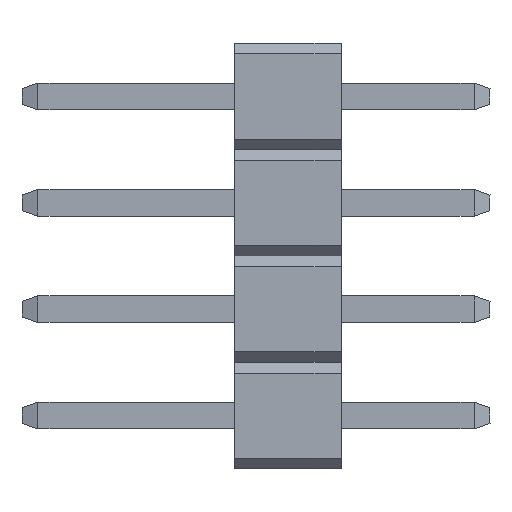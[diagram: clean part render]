
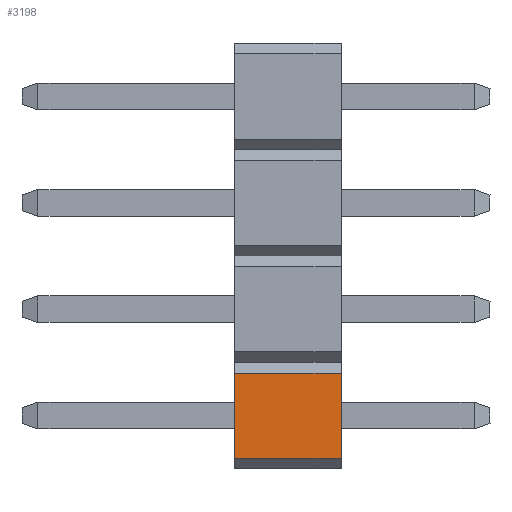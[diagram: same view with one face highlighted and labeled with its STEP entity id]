
A CAD part, left-side view. The second image highlights one B-rep face of the part: STEP entity #3198.
In plain terms, the highlighted planar face has unit normal (-1, 0, 0).
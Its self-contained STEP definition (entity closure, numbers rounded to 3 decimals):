
#13 = CARTESIAN_POINT ( 'NONE',  ( 0., 2.8, -1. ) ) ;
#62 = CARTESIAN_POINT ( 'NONE',  ( 0., 2.76, -1.832 ) ) ;
#290 = ORIENTED_EDGE ( 'NONE', *, *, #3500, .T. ) ;
#315 = LINE ( 'NONE', #4226, #1891 ) ;
#347 = LINE ( 'NONE', #1077, #1998 ) ;
#393 = DIRECTION ( 'NONE',  ( 0., 0., 1. ) ) ;
#706 = CARTESIAN_POINT ( 'NONE',  ( 0., 4.8, -1.8 ) ) ;
#786 = FACE_OUTER_BOUND ( 'NONE', #2747, .T. ) ;
#788 = ORIENTED_EDGE ( 'NONE', *, *, #3290, .T. ) ;
#975 = ORIENTED_EDGE ( 'NONE', *, *, #1199, .T. ) ;
#1055 = LINE ( 'NONE', #13, #4192 ) ;
#1077 = CARTESIAN_POINT ( 'NONE',  ( 0., 3.8, -0.2 ) ) ;
#1157 = VECTOR ( 'NONE', #3103, 1000. ) ;
#1171 = DIRECTION ( 'NONE',  ( 0., 0., 1. ) ) ;
#1199 = EDGE_CURVE ( 'NONE', #2644, #4388, #347, .T. ) ;
#1699 = ORIENTED_EDGE ( 'NONE', *, *, #3724, .F. ) ;
#1891 = VECTOR ( 'NONE', #4183, 1000. ) ;
#1998 = VECTOR ( 'NONE', #3612, 1000. ) ;
#2274 = CARTESIAN_POINT ( 'NONE',  ( 0., 3.8, -1.8 ) ) ;
#2644 = VERTEX_POINT ( 'NONE', #3489 ) ;
#2747 = EDGE_LOOP ( 'NONE', ( #788, #290, #975, #1699 ) ) ;
#2953 = PLANE ( 'NONE',  #4263 ) ;
#3103 = DIRECTION ( 'NONE',  ( 0., -1., 0. ) ) ;
#3136 = VERTEX_POINT ( 'NONE', #706 ) ;
#3164 = VERTEX_POINT ( 'NONE', #3696 ) ;
#3198 = ADVANCED_FACE ( 'NONE', ( #786 ), #2953, .T. ) ;
#3290 = EDGE_CURVE ( 'NONE', #3136, #3164, #4149, .T. ) ;
#3489 = CARTESIAN_POINT ( 'NONE',  ( 0., 2.8, -0.2 ) ) ;
#3500 = EDGE_CURVE ( 'NONE', #3164, #2644, #1055, .T. ) ;
#3612 = DIRECTION ( 'NONE',  ( 0., 1., 0. ) ) ;
#3696 = CARTESIAN_POINT ( 'NONE',  ( 0., 2.8, -1.8 ) ) ;
#3724 = EDGE_CURVE ( 'NONE', #3136, #4388, #315, .T. ) ;
#4149 = LINE ( 'NONE', #2274, #1157 ) ;
#4152 = CARTESIAN_POINT ( 'NONE',  ( 0., 4.8, -0.2 ) ) ;
#4183 = DIRECTION ( 'NONE',  ( 0., 0., 1. ) ) ;
#4192 = VECTOR ( 'NONE', #393, 1000. ) ;
#4226 = CARTESIAN_POINT ( 'NONE',  ( 0., 4.8, -1. ) ) ;
#4263 = AXIS2_PLACEMENT_3D ( 'NONE', #62, #4401, #1171 ) ;
#4388 = VERTEX_POINT ( 'NONE', #4152 ) ;
#4401 = DIRECTION ( 'NONE',  ( -1., 0., 0. ) ) ;
